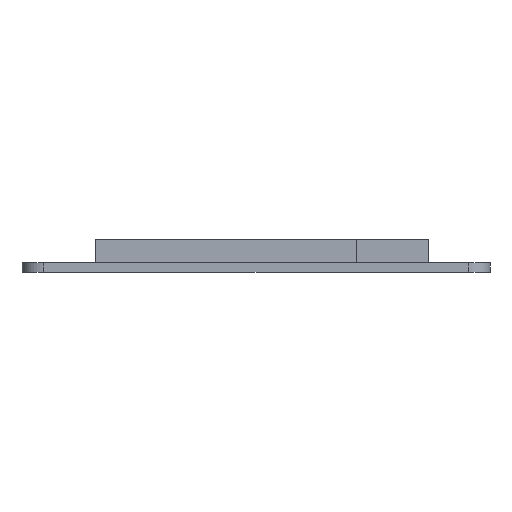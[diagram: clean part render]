
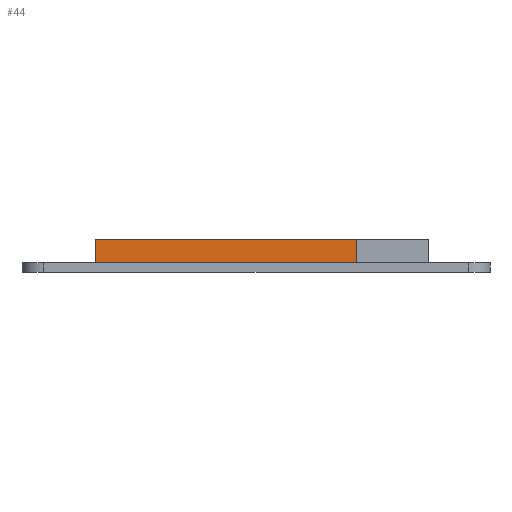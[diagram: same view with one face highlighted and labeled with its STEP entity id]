
A CAD part, front view. The second image highlights one B-rep face of the part: STEP entity #44.
In plain terms, the highlighted planar face has unit normal (0, -1, 0).
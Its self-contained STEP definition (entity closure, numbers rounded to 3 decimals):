
#44=ADVANCED_FACE('',(#195),#2222,.T.);
#195=FACE_OUTER_BOUND('',#358,.T.);
#358=EDGE_LOOP('',(#644,#645,#646,#647));
#644=ORIENTED_EDGE('',*,*,#1278,.T.);
#645=ORIENTED_EDGE('',*,*,#1286,.T.);
#646=ORIENTED_EDGE('',*,*,#1287,.F.);
#647=ORIENTED_EDGE('',*,*,#1284,.F.);
#1278=EDGE_CURVE('',#2038,#2039,#1617,.T.);
#1284=EDGE_CURVE('',#2038,#2019,#1623,.T.);
#1286=EDGE_CURVE('',#2039,#2020,#1625,.T.);
#1287=EDGE_CURVE('',#2019,#2020,#1626,.T.);
#1617=B_SPLINE_CURVE_WITH_KNOTS('',1,(#3190,#3191),.UNSPECIFIED.,.F.,.F.,
(2,2),(0.,56.8),.UNSPECIFIED.);
#1623=B_SPLINE_CURVE_WITH_KNOTS('',1,(#3202,#3203),.UNSPECIFIED.,.F.,.F.,
(2,2),(0.,5.),.UNSPECIFIED.);
#1625=B_SPLINE_CURVE_WITH_KNOTS('',1,(#3206,#3207),.UNSPECIFIED.,.F.,.F.,
(2,2),(0.,5.),.UNSPECIFIED.);
#1626=B_SPLINE_CURVE_WITH_KNOTS('',1,(#3208,#3209,#3210,#3211),
 .UNSPECIFIED.,.F.,.F.,(2,1,1,2),(-204.364,-202.62,-159.44,
-157.696),.UNSPECIFIED.);
#2019=VERTEX_POINT('',#2879);
#2020=VERTEX_POINT('',#2880);
#2038=VERTEX_POINT('',#2898);
#2039=VERTEX_POINT('',#2899);
#2222=PLANE('',#2374);
#2374=AXIS2_PLACEMENT_3D('',#2660,#2493,$);
#2493=DIRECTION('',(0.,-1.,0.));
#2660=CARTESIAN_POINT('',(-69.482,-142.925,2.));
#2879=CARTESIAN_POINT('',(-69.482,-142.925,7.));
#2880=CARTESIAN_POINT('',(-12.682,-142.925,7.));
#2898=CARTESIAN_POINT('',(-69.482,-142.925,2.));
#2899=CARTESIAN_POINT('',(-12.682,-142.925,2.));
#3190=CARTESIAN_POINT('',(-69.482,-142.925,2.));
#3191=CARTESIAN_POINT('',(-12.682,-142.925,2.));
#3202=CARTESIAN_POINT('',(-69.482,-142.925,2.));
#3203=CARTESIAN_POINT('',(-69.482,-142.925,7.));
#3206=CARTESIAN_POINT('',(-12.682,-142.925,2.));
#3207=CARTESIAN_POINT('',(-12.682,-142.925,7.));
#3208=CARTESIAN_POINT('',(-69.482,-142.925,7.));
#3209=CARTESIAN_POINT('',(-62.672,-142.925,7.));
#3210=CARTESIAN_POINT('',(-19.492,-142.925,7.));
#3211=CARTESIAN_POINT('',(-12.682,-142.925,7.));
